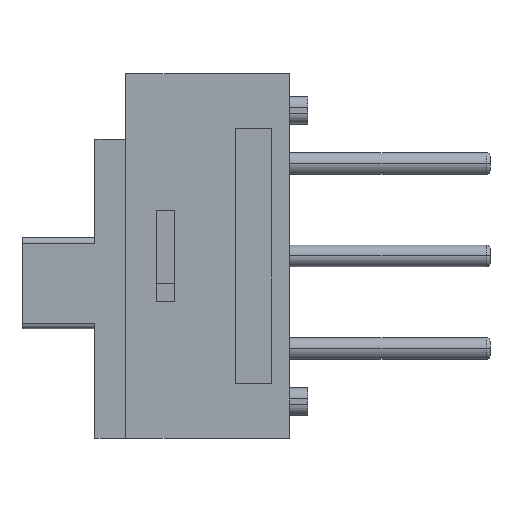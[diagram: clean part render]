
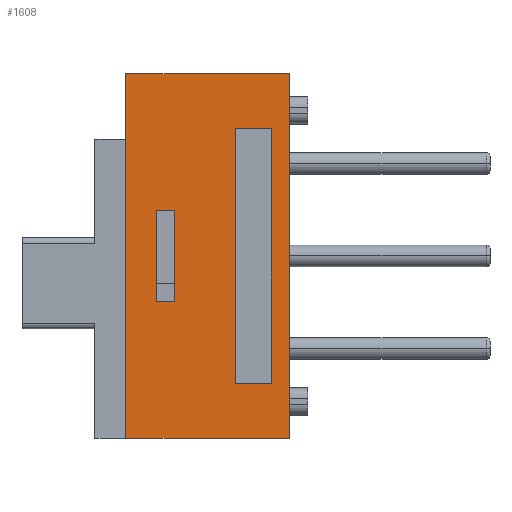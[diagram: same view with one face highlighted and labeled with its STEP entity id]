
A CAD part, top view. The second image highlights one B-rep face of the part: STEP entity #1608.
In plain terms, the highlighted planar face has unit normal (0, 0, 1).
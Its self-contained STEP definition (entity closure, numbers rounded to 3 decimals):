
#85 = DIRECTION ( 'NONE',  ( 0., -1., 0. ) ) ;
#110 = EDGE_CURVE ( 'NONE', #597, #2080, #1992, .T. ) ;
#127 = VECTOR ( 'NONE', #2714, 1000. ) ;
#135 = VERTEX_POINT ( 'NONE', #1479 ) ;
#167 = CARTESIAN_POINT ( 'NONE',  ( 4.5, 0., 1.25 ) ) ;
#176 = VECTOR ( 'NONE', #85, 1000. ) ;
#246 = LINE ( 'NONE', #548, #176 ) ;
#249 = ORIENTED_EDGE ( 'NONE', *, *, #2909, .T. ) ;
#253 = ORIENTED_EDGE ( 'NONE', *, *, #2172, .F. ) ;
#318 = CARTESIAN_POINT ( 'NONE',  ( 0.85, 6.25, 1.25 ) ) ;
#324 = CARTESIAN_POINT ( 'NONE',  ( 0., 0., 1.25 ) ) ;
#325 = EDGE_CURVE ( 'NONE', #1054, #1625, #399, .T. ) ;
#335 = CARTESIAN_POINT ( 'NONE',  ( 0.85, 3.75, 1.25 ) ) ;
#339 = CARTESIAN_POINT ( 'NONE',  ( 0., 0., 1.25 ) ) ;
#342 = DIRECTION ( 'NONE',  ( 0., 0., -1. ) ) ;
#353 = EDGE_CURVE ( 'NONE', #1198, #1927, #246, .T. ) ;
#365 = VERTEX_POINT ( 'NONE', #1567 ) ;
#383 = ORIENTED_EDGE ( 'NONE', *, *, #2771, .F. ) ;
#399 = LINE ( 'NONE', #1761, #2875 ) ;
#400 = EDGE_CURVE ( 'NONE', #135, #1198, #1050, .T. ) ;
#488 = DIRECTION ( 'NONE',  ( 1., 0., 0. ) ) ;
#547 = CARTESIAN_POINT ( 'NONE',  ( 1.35, 3.75, 1.25 ) ) ;
#548 = CARTESIAN_POINT ( 'NONE',  ( 3., 1.5, 1.25 ) ) ;
#574 = LINE ( 'NONE', #615, #2225 ) ;
#597 = VERTEX_POINT ( 'NONE', #1767 ) ;
#615 = CARTESIAN_POINT ( 'NONE',  ( 0., 10., 1.25 ) ) ;
#636 = ORIENTED_EDGE ( 'NONE', *, *, #325, .T. ) ;
#698 = CARTESIAN_POINT ( 'NONE',  ( 3., 8.5, 1.25 ) ) ;
#760 = CARTESIAN_POINT ( 'NONE',  ( 0., 0., 1.25 ) ) ;
#820 = CARTESIAN_POINT ( 'NONE',  ( 4.5, 10., 1.25 ) ) ;
#850 = CARTESIAN_POINT ( 'NONE',  ( 0.85, 3.75, 1.25 ) ) ;
#854 = VECTOR ( 'NONE', #488, 1000. ) ;
#923 = CARTESIAN_POINT ( 'NONE',  ( 0.85, 3.75, 1.25 ) ) ;
#1040 = ORIENTED_EDGE ( 'NONE', *, *, #1513, .F. ) ;
#1050 = LINE ( 'NONE', #2968, #1803 ) ;
#1054 = VERTEX_POINT ( 'NONE', #167 ) ;
#1095 = DIRECTION ( 'NONE',  ( -1., 0., 0. ) ) ;
#1105 = LINE ( 'NONE', #324, #2354 ) ;
#1198 = VERTEX_POINT ( 'NONE', #698 ) ;
#1223 = VECTOR ( 'NONE', #2215, 1000. ) ;
#1280 = ORIENTED_EDGE ( 'NONE', *, *, #353, .F. ) ;
#1303 = LINE ( 'NONE', #339, #1223 ) ;
#1311 = CARTESIAN_POINT ( 'NONE',  ( 0., 10., 1.25 ) ) ;
#1324 = VERTEX_POINT ( 'NONE', #760 ) ;
#1351 = EDGE_LOOP ( 'NONE', ( #2240, #1657, #636, #249 ) ) ;
#1387 = LINE ( 'NONE', #2237, #127 ) ;
#1410 = EDGE_CURVE ( 'NONE', #2700, #1324, #1303, .T. ) ;
#1472 = ORIENTED_EDGE ( 'NONE', *, *, #400, .F. ) ;
#1479 = CARTESIAN_POINT ( 'NONE',  ( 4., 8.5, 1.25 ) ) ;
#1489 = VECTOR ( 'NONE', #1490, 1000. ) ;
#1490 = DIRECTION ( 'NONE',  ( 0., -1., 0. ) ) ;
#1510 = DIRECTION ( 'NONE',  ( 0., 1., 0. ) ) ;
#1513 = EDGE_CURVE ( 'NONE', #2080, #365, #2758, .T. ) ;
#1567 = CARTESIAN_POINT ( 'NONE',  ( 0.85, 6.25, 1.25 ) ) ;
#1603 = VECTOR ( 'NONE', #2177, 1000. ) ;
#1608 = ADVANCED_FACE ( 'NONE', ( #2941, #3015, #2287 ), #1773, .F. ) ;
#1610 = ORIENTED_EDGE ( 'NONE', *, *, #1962, .F. ) ;
#1625 = VERTEX_POINT ( 'NONE', #820 ) ;
#1657 = ORIENTED_EDGE ( 'NONE', *, *, #1974, .T. ) ;
#1704 = CARTESIAN_POINT ( 'NONE',  ( 4., 1.5, 1.25 ) ) ;
#1710 = VECTOR ( 'NONE', #2847, 1000. ) ;
#1721 = DIRECTION ( 'NONE',  ( 0., 1., 0. ) ) ;
#1761 = CARTESIAN_POINT ( 'NONE',  ( 4.5, 0., 1.25 ) ) ;
#1763 = DIRECTION ( 'NONE',  ( 1., 0., 0. ) ) ;
#1767 = CARTESIAN_POINT ( 'NONE',  ( 1.35, 3.75, 1.25 ) ) ;
#1773 = PLANE ( 'NONE',  #1880 ) ;
#1782 = EDGE_CURVE ( 'NONE', #1927, #1901, #1387, .T. ) ;
#1794 = VERTEX_POINT ( 'NONE', #850 ) ;
#1803 = VECTOR ( 'NONE', #1095, 1000. ) ;
#1880 = AXIS2_PLACEMENT_3D ( 'NONE', #2671, #342, #1985 ) ;
#1897 = LINE ( 'NONE', #1704, #1935 ) ;
#1901 = VERTEX_POINT ( 'NONE', #2859 ) ;
#1927 = VERTEX_POINT ( 'NONE', #2232 ) ;
#1935 = VECTOR ( 'NONE', #1721, 1000. ) ;
#1962 = EDGE_CURVE ( 'NONE', #365, #1794, #2100, .T. ) ;
#1974 = EDGE_CURVE ( 'NONE', #1324, #1054, #1105, .T. ) ;
#1985 = DIRECTION ( 'NONE',  ( -1., 0., 0. ) ) ;
#1992 = LINE ( 'NONE', #547, #1603 ) ;
#2080 = VERTEX_POINT ( 'NONE', #2978 ) ;
#2095 = LINE ( 'NONE', #923, #854 ) ;
#2100 = LINE ( 'NONE', #335, #1489 ) ;
#2140 = EDGE_LOOP ( 'NONE', ( #1040, #2267, #253, #1610 ) ) ;
#2172 = EDGE_CURVE ( 'NONE', #1794, #597, #2095, .T. ) ;
#2177 = DIRECTION ( 'NONE',  ( 0., 1., 0. ) ) ;
#2215 = DIRECTION ( 'NONE',  ( 0., -1., 0. ) ) ;
#2225 = VECTOR ( 'NONE', #2494, 1000. ) ;
#2232 = CARTESIAN_POINT ( 'NONE',  ( 3., 1.5, 1.25 ) ) ;
#2237 = CARTESIAN_POINT ( 'NONE',  ( 3., 1.5, 1.25 ) ) ;
#2240 = ORIENTED_EDGE ( 'NONE', *, *, #1410, .T. ) ;
#2267 = ORIENTED_EDGE ( 'NONE', *, *, #110, .F. ) ;
#2287 = FACE_OUTER_BOUND ( 'NONE', #1351, .T. ) ;
#2354 = VECTOR ( 'NONE', #1763, 1000. ) ;
#2480 = ORIENTED_EDGE ( 'NONE', *, *, #1782, .F. ) ;
#2494 = DIRECTION ( 'NONE',  ( -1., 0., 0. ) ) ;
#2528 = EDGE_LOOP ( 'NONE', ( #1472, #383, #2480, #1280 ) ) ;
#2671 = CARTESIAN_POINT ( 'NONE',  ( 0., 0., 1.25 ) ) ;
#2700 = VERTEX_POINT ( 'NONE', #1311 ) ;
#2714 = DIRECTION ( 'NONE',  ( 1., 0., 0. ) ) ;
#2758 = LINE ( 'NONE', #318, #1710 ) ;
#2771 = EDGE_CURVE ( 'NONE', #1901, #135, #1897, .T. ) ;
#2847 = DIRECTION ( 'NONE',  ( -1., 0., 0. ) ) ;
#2859 = CARTESIAN_POINT ( 'NONE',  ( 4., 1.5, 1.25 ) ) ;
#2875 = VECTOR ( 'NONE', #1510, 1000. ) ;
#2909 = EDGE_CURVE ( 'NONE', #1625, #2700, #574, .T. ) ;
#2941 = FACE_BOUND ( 'NONE', #2528, .T. ) ;
#2968 = CARTESIAN_POINT ( 'NONE',  ( 3., 8.5, 1.25 ) ) ;
#2978 = CARTESIAN_POINT ( 'NONE',  ( 1.35, 6.25, 1.25 ) ) ;
#3015 = FACE_BOUND ( 'NONE', #2140, .T. ) ;
